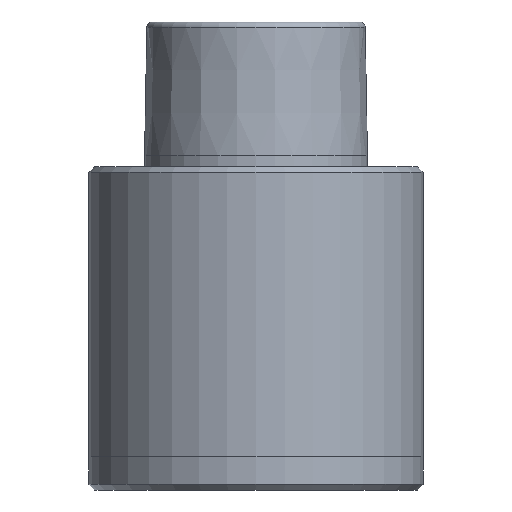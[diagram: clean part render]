
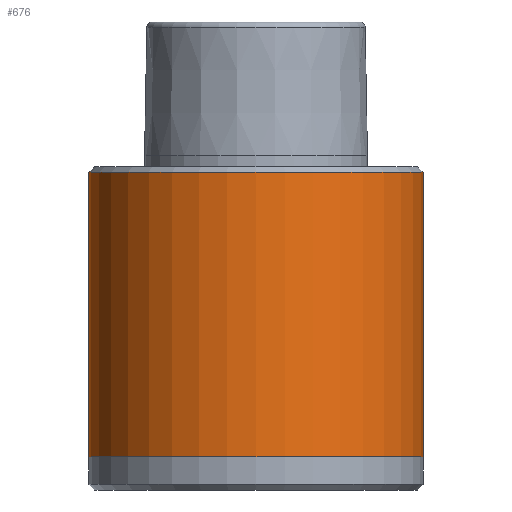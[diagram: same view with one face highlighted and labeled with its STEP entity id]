
A CAD part, front view. The second image highlights one B-rep face of the part: STEP entity #676.
In plain terms, the highlighted cylindrical face has radius 15 mm (diameter 30 mm), a partial arc.
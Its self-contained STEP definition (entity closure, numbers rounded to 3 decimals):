
#40 = CARTESIAN_POINT ( 'NONE',  ( 15., 0., -30. ) ) ;
#46 = CIRCLE ( 'NONE', #207, 15. ) ;
#69 = AXIS2_PLACEMENT_3D ( 'NONE', #652, #1441, #769 ) ;
#92 = DIRECTION ( 'NONE',  ( 0., 0., 1. ) ) ;
#185 = ORIENTED_EDGE ( 'NONE', *, *, #318, .F. ) ;
#207 = AXIS2_PLACEMENT_3D ( 'NONE', #909, #234, #1021 ) ;
#234 = DIRECTION ( 'NONE',  ( 0., 0., -1. ) ) ;
#246 = EDGE_CURVE ( 'NONE', #1366, #678, #615, .T. ) ;
#254 = DIRECTION ( 'NONE',  ( 0., 0., 1. ) ) ;
#284 = VERTEX_POINT ( 'NONE', #1268 ) ;
#288 = ORIENTED_EDGE ( 'NONE', *, *, #724, .T. ) ;
#318 = EDGE_CURVE ( 'NONE', #906, #284, #1110, .T. ) ;
#398 = FACE_OUTER_BOUND ( 'NONE', #937, .T. ) ;
#424 = DIRECTION ( 'NONE',  ( 0., 0., 1. ) ) ;
#431 = AXIS2_PLACEMENT_3D ( 'NONE', #1103, #424, #1220 ) ;
#530 = CARTESIAN_POINT ( 'NONE',  ( -15., 0., -30. ) ) ;
#585 = CIRCLE ( 'NONE', #431, 15. ) ;
#615 = LINE ( 'NONE', #40, #919 ) ;
#625 = CARTESIAN_POINT ( 'NONE',  ( 15., 0., -27. ) ) ;
#652 = CARTESIAN_POINT ( 'NONE',  ( 0., 0., -30. ) ) ;
#676 = ADVANCED_FACE ( 'NONE', ( #398 ), #962, .T. ) ;
#678 = VERTEX_POINT ( 'NONE', #997 ) ;
#724 = EDGE_CURVE ( 'NONE', #678, #284, #46, .T. ) ;
#769 = DIRECTION ( 'NONE',  ( 1., 0., 0. ) ) ;
#785 = CARTESIAN_POINT ( 'NONE',  ( -15., 0., -27. ) ) ;
#800 = EDGE_CURVE ( 'NONE', #906, #1366, #585, .T. ) ;
#809 = VECTOR ( 'NONE', #92, 1000. ) ;
#878 = ORIENTED_EDGE ( 'NONE', *, *, #246, .T. ) ;
#906 = VERTEX_POINT ( 'NONE', #785 ) ;
#909 = CARTESIAN_POINT ( 'NONE',  ( 0., 0., -1.5 ) ) ;
#919 = VECTOR ( 'NONE', #254, 1000. ) ;
#931 = ORIENTED_EDGE ( 'NONE', *, *, #800, .T. ) ;
#937 = EDGE_LOOP ( 'NONE', ( #185, #931, #878, #288 ) ) ;
#962 = CYLINDRICAL_SURFACE ( 'NONE', #69, 15. ) ;
#997 = CARTESIAN_POINT ( 'NONE',  ( 15., 0., -1.5 ) ) ;
#1021 = DIRECTION ( 'NONE',  ( -1., 0., 0. ) ) ;
#1103 = CARTESIAN_POINT ( 'NONE',  ( 0., 0., -27. ) ) ;
#1110 = LINE ( 'NONE', #530, #809 ) ;
#1220 = DIRECTION ( 'NONE',  ( 1., 0., 0. ) ) ;
#1268 = CARTESIAN_POINT ( 'NONE',  ( -15., 0., -1.5 ) ) ;
#1366 = VERTEX_POINT ( 'NONE', #625 ) ;
#1441 = DIRECTION ( 'NONE',  ( 0., 0., 1. ) ) ;
